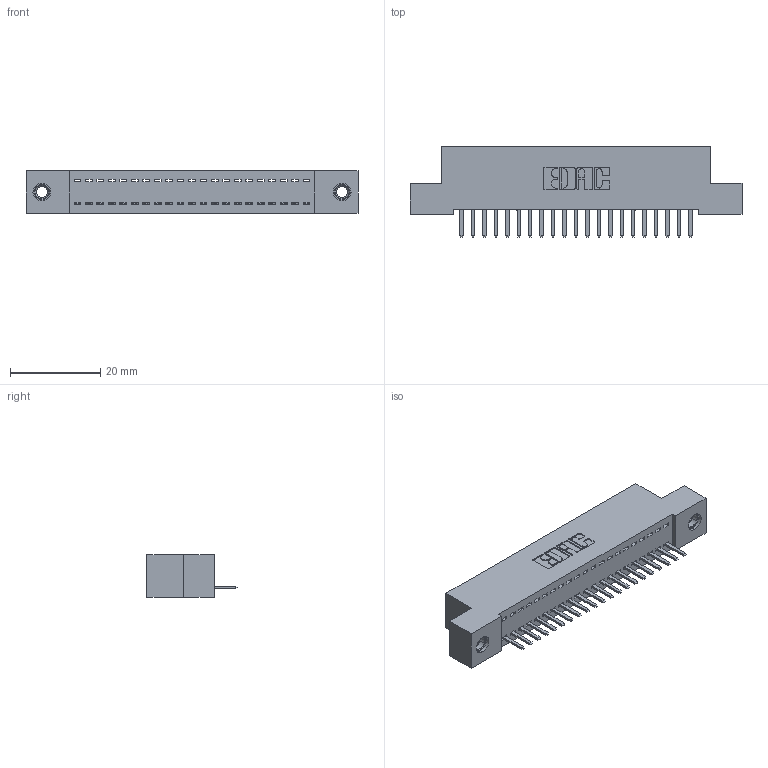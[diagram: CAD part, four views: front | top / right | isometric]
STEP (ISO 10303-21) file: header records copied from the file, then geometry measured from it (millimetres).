
FILE_DESCRIPTION (( 'STEP AP203' ), '1' );
FILE_NAME ('392-021-520-107.STEP', '2019-10-07T05:36:30', ( '' ), ( '' ), 'SwSTEP 2.0', 'SolidWorks 2016', '' );
FILE_SCHEMA (( 'CONFIG_CONTROL_DESIGN' ));
Length unit declared in the file: inch
Products named in the file (4): 345-292-001_345-293-120; 345-250-001_345-250-005-103; 392-021-520-107; 342 Part_TI
Assembly tree (24 placements, depth 2):
  392-021-520-107
    342 Part_TI
    345-292-001_345-293-120  x21
    345-250-001_345-250-005-103  x2
Bounding box: 73.66 x 20.02 x 9.4 mm (x, y, z)
Volume: 6308.1 mm3; surface area: 8710 mm2
Topology: 24 solids, 24 shells, 1472 faces, 4299 edges, 2802 vertices
Faces by surface type: plane 1022, cylinder 434, cone 12, torus 4
Entity records: 16722 total; most frequent: CARTESIAN_POINT 2880, ORIENTED_EDGE 2818, DIRECTION 2493, EDGE_CURVE 1409, LINE 1257, VECTOR 1257, VERTEX_POINT 932, AXIS2_PLACEMENT_3D 618
